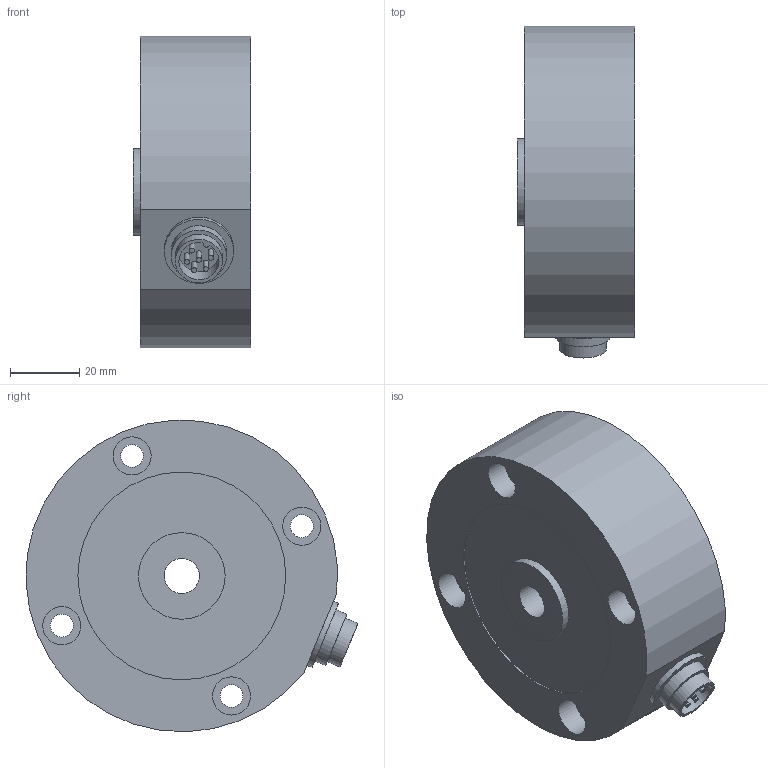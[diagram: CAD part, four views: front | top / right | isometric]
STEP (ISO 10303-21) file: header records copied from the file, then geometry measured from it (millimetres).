
FILE_DESCRIPTION( ( 'Unknown' ), '1' );
FILE_NAME( 'K11-0_5-10kN.stp', 'Unknown', ( 'Unknown' ), ( 'Unknown' ), 'PSStep 17.0.49', 'Unknown', ' ' );
FILE_SCHEMA( ( 'AUTOMOTIVE_DESIGN { 1 0 10303 214 1 1 1 1 }' ) );
Length unit declared in the file: millimetre
Products named in the file (3): Assem1; 1024-001_doc-00044320; 10000-100_doc-00013157
Assembly tree (2 placements, depth 2):
  Assem1
    1024-001_doc-00044320
    10000-100_doc-00013157
Bounding box: 34 x 95.82 x 89.92 mm (x, y, z)
Volume: 186301.3 mm3; surface area: 28256.1 mm2
Topology: 2 solids, 2 shells, 51 faces, 95 edges, 67 vertices
Faces by surface type: cylinder 27, plane 24
Full cylindrical faces by diameter (mm): 1.5 x6, 6.6 x4, 10.106 x1, 11 x4, 13.6 x1, 15 x1, 16 x1, 18 x1, 20 x1, 25 x2, 60 x2
Entity records: 1574 total; most frequent: DIRECTION 222, CARTESIAN_POINT 170, ORIENTED_EDGE 120, AXIS2_PLACEMENT_3D 108, EDGE_LOOP 104, FACE_OUTER_BOUND 75, EDGE_CURVE 60, VERTEX_POINT 56
